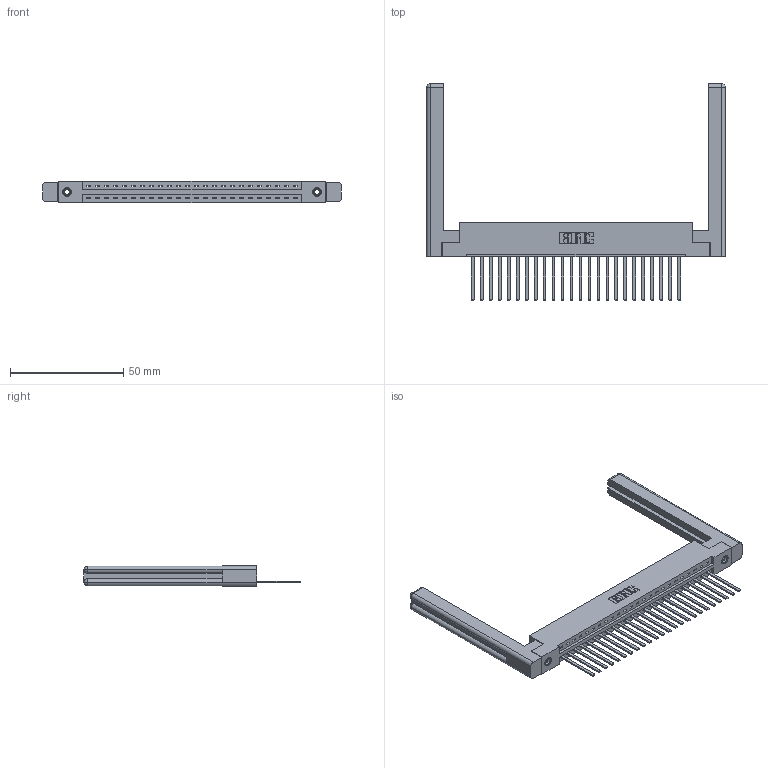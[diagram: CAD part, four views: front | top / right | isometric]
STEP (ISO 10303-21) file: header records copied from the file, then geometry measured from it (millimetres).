
FILE_DESCRIPTION (( 'STEP AP203' ), '1' );
FILE_NAME ('337-024-544-158.STEP', '2019-09-30T16:07:05', ( '' ), ( '' ), 'SwSTEP 2.0', 'SolidWorks 2016', '' );
FILE_SCHEMA (( 'CONFIG_CONTROL_DESIGN' ));
Length unit declared in the file: inch
Products named in the file (5): 345-292-001_345-293-144; 337 Part_Flush Mounting Lugs - 0.156 Dia-TI; 345-250-001_345-250-001-102; 337-024-544-158; 307-220-058
Assembly tree (29 placements, depth 2):
  337-024-544-158
    337 Part_Flush Mounting Lugs - 0.156 Dia-TI
    345-292-001_345-293-144  x24
    345-250-001_345-250-001-102  x2
    307-220-058  x2
Bounding box: 131.72 x 95.38 x 9.4 mm (x, y, z)
Volume: 20905.4 mm3; surface area: 20229.1 mm2
Topology: 29 solids, 29 shells, 1600 faces, 4745 edges, 3118 vertices
Faces by surface type: plane 1162, cylinder 414, cone 12, torus 12
Entity records: 22618 total; most frequent: CARTESIAN_POINT 3937, ORIENTED_EDGE 3836, DIRECTION 3366, EDGE_CURVE 1918, VECTOR 1746, LINE 1746, VERTEX_POINT 1270, AXIS2_PLACEMENT_3D 810
